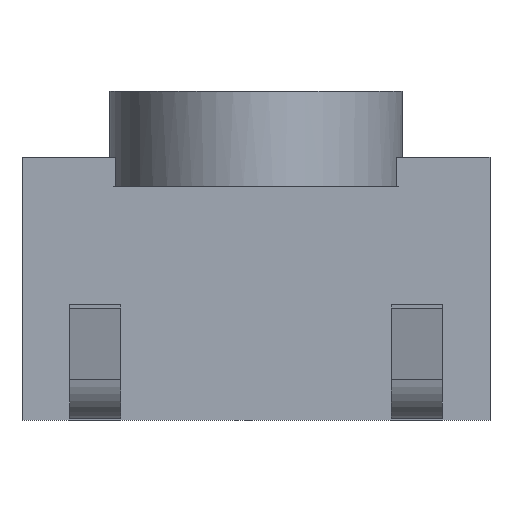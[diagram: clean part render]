
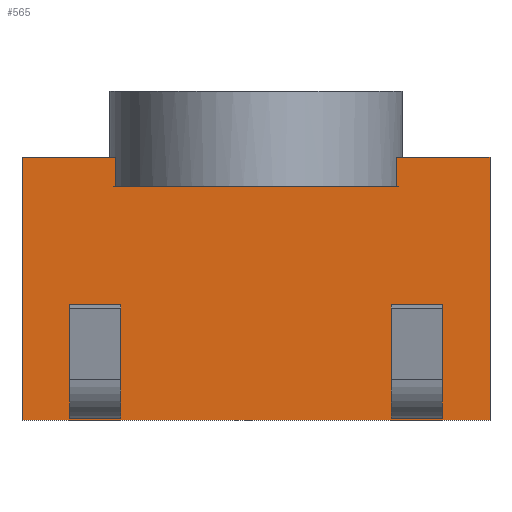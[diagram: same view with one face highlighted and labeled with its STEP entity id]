
A CAD part, front view. The second image highlights one B-rep face of the part: STEP entity #565.
In plain terms, the highlighted planar face has unit normal (0, -1, 0).
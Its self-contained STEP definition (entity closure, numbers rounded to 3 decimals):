
#215 = VERTEX_POINT('',#216);
#216 = CARTESIAN_POINT('',(0.638,0.,1.6));
#221 = EDGE_CURVE('',#222,#215,#224,.T.);
#222 = VERTEX_POINT('',#223);
#223 = CARTESIAN_POINT('',(2.562,0.,1.6));
#224 = B_SPLINE_CURVE_WITH_KNOTS('',1,(#225,#226),.UNSPECIFIED.,.F.,.F.,
  (2,2),(0.,1.),.PIECEWISE_BEZIER_KNOTS.);
#225 = CARTESIAN_POINT('',(3.027,0.,1.6));
#226 = CARTESIAN_POINT('',(0.305,0.,1.6));
#289 = VERTEX_POINT('',#290);
#290 = CARTESIAN_POINT('',(3.2,0.,1.8));
#298 = EDGE_CURVE('',#299,#289,#301,.T.);
#299 = VERTEX_POINT('',#300);
#300 = CARTESIAN_POINT('',(3.2,0.,0.));
#301 = LINE('',#302,#303);
#302 = CARTESIAN_POINT('',(3.2,0.,0.));
#303 = VECTOR('',#304,1.);
#304 = DIRECTION('',(0.,0.,1.));
#526 = EDGE_CURVE('',#527,#222,#529,.T.);
#527 = VERTEX_POINT('',#528);
#528 = CARTESIAN_POINT('',(2.562,0.,1.8));
#529 = B_SPLINE_CURVE_WITH_KNOTS('',1,(#530,#531),.UNSPECIFIED.,.F.,.F.,
  (2,2),(0.,1.),.PIECEWISE_BEZIER_KNOTS.);
#530 = CARTESIAN_POINT('',(2.562,0.,1.8));
#531 = CARTESIAN_POINT('',(2.562,0.,1.6));
#565 = ADVANCED_FACE('',(#566,#606,#640,#674,#708),#742,.F.);
#566 = FACE_BOUND('',#567,.F.);
#567 = EDGE_LOOP('',(#568,#569,#577,#585,#593,#598,#599,#600));
#568 = ORIENTED_EDGE('',*,*,#298,.F.);
#569 = ORIENTED_EDGE('',*,*,#570,.F.);
#570 = EDGE_CURVE('',#571,#299,#573,.T.);
#571 = VERTEX_POINT('',#572);
#572 = CARTESIAN_POINT('',(0.,0.,0.));
#573 = LINE('',#574,#575);
#574 = CARTESIAN_POINT('',(0.,0.,0.));
#575 = VECTOR('',#576,1.);
#576 = DIRECTION('',(1.,0.,0.));
#577 = ORIENTED_EDGE('',*,*,#578,.T.);
#578 = EDGE_CURVE('',#571,#579,#581,.T.);
#579 = VERTEX_POINT('',#580);
#580 = CARTESIAN_POINT('',(0.,0.,1.8));
#581 = LINE('',#582,#583);
#582 = CARTESIAN_POINT('',(0.,0.,0.));
#583 = VECTOR('',#584,1.);
#584 = DIRECTION('',(0.,0.,1.));
#585 = ORIENTED_EDGE('',*,*,#586,.T.);
#586 = EDGE_CURVE('',#579,#587,#589,.T.);
#587 = VERTEX_POINT('',#588);
#588 = CARTESIAN_POINT('',(0.638,0.,1.8));
#589 = LINE('',#590,#591);
#590 = CARTESIAN_POINT('',(0.,0.,1.8));
#591 = VECTOR('',#592,1.);
#592 = DIRECTION('',(1.,0.,0.));
#593 = ORIENTED_EDGE('',*,*,#594,.T.);
#594 = EDGE_CURVE('',#587,#215,#595,.T.);
#595 = B_SPLINE_CURVE_WITH_KNOTS('',1,(#596,#597),.UNSPECIFIED.,.F.,.F.,
  (2,2),(0.,1.),.PIECEWISE_BEZIER_KNOTS.);
#596 = CARTESIAN_POINT('',(0.638,0.,1.8));
#597 = CARTESIAN_POINT('',(0.638,0.,1.6));
#598 = ORIENTED_EDGE('',*,*,#221,.F.);
#599 = ORIENTED_EDGE('',*,*,#526,.F.);
#600 = ORIENTED_EDGE('',*,*,#601,.T.);
#601 = EDGE_CURVE('',#527,#289,#602,.T.);
#602 = LINE('',#603,#604);
#603 = CARTESIAN_POINT('',(0.,0.,1.8));
#604 = VECTOR('',#605,1.);
#605 = DIRECTION('',(1.,0.,0.));
#606 = FACE_BOUND('',#607,.F.);
#607 = EDGE_LOOP('',(#608,#618,#626,#634));
#608 = ORIENTED_EDGE('',*,*,#609,.F.);
#609 = EDGE_CURVE('',#610,#612,#614,.T.);
#610 = VERTEX_POINT('',#611);
#611 = CARTESIAN_POINT('',(0.675,0.,0.577));
#612 = VERTEX_POINT('',#613);
#613 = CARTESIAN_POINT('',(0.325,0.,0.577));
#614 = LINE('',#615,#616);
#615 = CARTESIAN_POINT('',(0.675,0.,0.577));
#616 = VECTOR('',#617,1.);
#617 = DIRECTION('',(-1.,0.,0.));
#618 = ORIENTED_EDGE('',*,*,#619,.F.);
#619 = EDGE_CURVE('',#620,#610,#622,.T.);
#620 = VERTEX_POINT('',#621);
#621 = CARTESIAN_POINT('',(0.675,0.,0.683));
#622 = LINE('',#623,#624);
#623 = CARTESIAN_POINT('',(0.675,0.,0.174));
#624 = VECTOR('',#625,1.);
#625 = DIRECTION('',(0.,0.,-1.));
#626 = ORIENTED_EDGE('',*,*,#627,.T.);
#627 = EDGE_CURVE('',#620,#628,#630,.T.);
#628 = VERTEX_POINT('',#629);
#629 = CARTESIAN_POINT('',(0.325,0.,0.683));
#630 = LINE('',#631,#632);
#631 = CARTESIAN_POINT('',(0.675,0.,0.683));
#632 = VECTOR('',#633,1.);
#633 = DIRECTION('',(-1.,0.,0.));
#634 = ORIENTED_EDGE('',*,*,#635,.T.);
#635 = EDGE_CURVE('',#628,#612,#636,.T.);
#636 = LINE('',#637,#638);
#637 = CARTESIAN_POINT('',(0.325,0.,0.174));
#638 = VECTOR('',#639,1.);
#639 = DIRECTION('',(0.,0.,-1.));
#640 = FACE_BOUND('',#641,.F.);
#641 = EDGE_LOOP('',(#642,#652,#660,#668));
#642 = ORIENTED_EDGE('',*,*,#643,.F.);
#643 = EDGE_CURVE('',#644,#646,#648,.T.);
#644 = VERTEX_POINT('',#645);
#645 = CARTESIAN_POINT('',(0.675,0.,0.119));
#646 = VERTEX_POINT('',#647);
#647 = CARTESIAN_POINT('',(0.675,0.,0.013)
  );
#648 = LINE('',#649,#650);
#649 = CARTESIAN_POINT('',(0.675,0.,0.174));
#650 = VECTOR('',#651,1.);
#651 = DIRECTION('',(0.,0.,-1.));
#652 = ORIENTED_EDGE('',*,*,#653,.T.);
#653 = EDGE_CURVE('',#644,#654,#656,.T.);
#654 = VERTEX_POINT('',#655);
#655 = CARTESIAN_POINT('',(0.325,0.,0.119));
#656 = LINE('',#657,#658);
#657 = CARTESIAN_POINT('',(0.675,0.,0.119));
#658 = VECTOR('',#659,1.);
#659 = DIRECTION('',(-1.,0.,0.));
#660 = ORIENTED_EDGE('',*,*,#661,.T.);
#661 = EDGE_CURVE('',#654,#662,#664,.T.);
#662 = VERTEX_POINT('',#663);
#663 = CARTESIAN_POINT('',(0.325,0.,0.013)
  );
#664 = LINE('',#665,#666);
#665 = CARTESIAN_POINT('',(0.325,0.,0.174));
#666 = VECTOR('',#667,1.);
#667 = DIRECTION('',(0.,0.,-1.));
#668 = ORIENTED_EDGE('',*,*,#669,.F.);
#669 = EDGE_CURVE('',#646,#662,#670,.T.);
#670 = LINE('',#671,#672);
#671 = CARTESIAN_POINT('',(0.675,0.,0.013));
#672 = VECTOR('',#673,1.);
#673 = DIRECTION('',(-1.,0.,0.));
#674 = FACE_BOUND('',#675,.F.);
#675 = EDGE_LOOP('',(#676,#686,#694,#702));
#676 = ORIENTED_EDGE('',*,*,#677,.F.);
#677 = EDGE_CURVE('',#678,#680,#682,.T.);
#678 = VERTEX_POINT('',#679);
#679 = CARTESIAN_POINT('',(2.875,0.,0.119));
#680 = VERTEX_POINT('',#681);
#681 = CARTESIAN_POINT('',(2.875,0.,0.013));
#682 = LINE('',#683,#684);
#683 = CARTESIAN_POINT('',(2.875,0.,0.174));
#684 = VECTOR('',#685,1.);
#685 = DIRECTION('',(0.,0.,-1.));
#686 = ORIENTED_EDGE('',*,*,#687,.T.);
#687 = EDGE_CURVE('',#678,#688,#690,.T.);
#688 = VERTEX_POINT('',#689);
#689 = CARTESIAN_POINT('',(2.525,0.,0.119));
#690 = LINE('',#691,#692);
#691 = CARTESIAN_POINT('',(2.875,0.,0.119));
#692 = VECTOR('',#693,1.);
#693 = DIRECTION('',(-1.,0.,0.));
#694 = ORIENTED_EDGE('',*,*,#695,.T.);
#695 = EDGE_CURVE('',#688,#696,#698,.T.);
#696 = VERTEX_POINT('',#697);
#697 = CARTESIAN_POINT('',(2.525,0.,0.013));
#698 = LINE('',#699,#700);
#699 = CARTESIAN_POINT('',(2.525,0.,0.174));
#700 = VECTOR('',#701,1.);
#701 = DIRECTION('',(0.,0.,-1.));
#702 = ORIENTED_EDGE('',*,*,#703,.F.);
#703 = EDGE_CURVE('',#680,#696,#704,.T.);
#704 = LINE('',#705,#706);
#705 = CARTESIAN_POINT('',(2.875,0.,0.013));
#706 = VECTOR('',#707,1.);
#707 = DIRECTION('',(-1.,0.,0.));
#708 = FACE_BOUND('',#709,.F.);
#709 = EDGE_LOOP('',(#710,#720,#728,#736));
#710 = ORIENTED_EDGE('',*,*,#711,.F.);
#711 = EDGE_CURVE('',#712,#714,#716,.T.);
#712 = VERTEX_POINT('',#713);
#713 = CARTESIAN_POINT('',(2.875,0.,0.577));
#714 = VERTEX_POINT('',#715);
#715 = CARTESIAN_POINT('',(2.525,0.,0.577));
#716 = LINE('',#717,#718);
#717 = CARTESIAN_POINT('',(2.875,0.,0.577));
#718 = VECTOR('',#719,1.);
#719 = DIRECTION('',(-1.,0.,0.));
#720 = ORIENTED_EDGE('',*,*,#721,.F.);
#721 = EDGE_CURVE('',#722,#712,#724,.T.);
#722 = VERTEX_POINT('',#723);
#723 = CARTESIAN_POINT('',(2.875,0.,0.683));
#724 = LINE('',#725,#726);
#725 = CARTESIAN_POINT('',(2.875,0.,0.174));
#726 = VECTOR('',#727,1.);
#727 = DIRECTION('',(0.,0.,-1.));
#728 = ORIENTED_EDGE('',*,*,#729,.T.);
#729 = EDGE_CURVE('',#722,#730,#732,.T.);
#730 = VERTEX_POINT('',#731);
#731 = CARTESIAN_POINT('',(2.525,0.,0.683));
#732 = LINE('',#733,#734);
#733 = CARTESIAN_POINT('',(2.875,0.,0.683));
#734 = VECTOR('',#735,1.);
#735 = DIRECTION('',(-1.,0.,0.));
#736 = ORIENTED_EDGE('',*,*,#737,.T.);
#737 = EDGE_CURVE('',#730,#714,#738,.T.);
#738 = LINE('',#739,#740);
#739 = CARTESIAN_POINT('',(2.525,0.,0.174));
#740 = VECTOR('',#741,1.);
#741 = DIRECTION('',(0.,0.,-1.));
#742 = PLANE('',#743);
#743 = AXIS2_PLACEMENT_3D('',#744,#745,#746);
#744 = CARTESIAN_POINT('',(0.,0.,0.));
#745 = DIRECTION('',(0.,1.,0.));
#746 = DIRECTION('',(0.,0.,1.));
